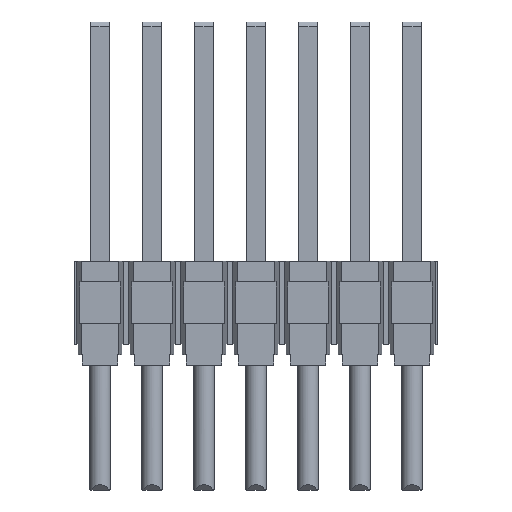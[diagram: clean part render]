
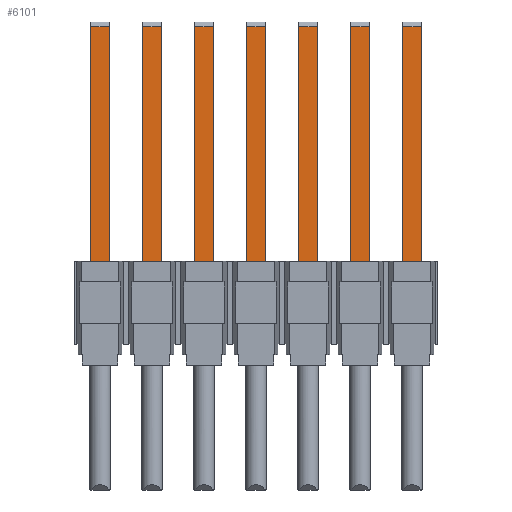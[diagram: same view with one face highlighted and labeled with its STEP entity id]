
A CAD part, top view. The second image highlights one B-rep face of the part: STEP entity #6101.
In plain terms, the highlighted planar face has unit normal (0, 0, 1).
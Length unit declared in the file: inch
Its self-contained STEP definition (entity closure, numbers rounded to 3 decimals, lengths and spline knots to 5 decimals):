
#185=ORIENTED_EDGE('',*,*,#1958,.F.);
#186=ORIENTED_EDGE('',*,*,#1939,.T.);
#187=ORIENTED_EDGE('',*,*,#1959,.T.);
#188=ORIENTED_EDGE('',*,*,#1960,.F.);
#189=ORIENTED_EDGE('',*,*,#1961,.F.);
#190=ORIENTED_EDGE('',*,*,#1956,.T.);
#191=ORIENTED_EDGE('',*,*,#1962,.F.);
#192=ORIENTED_EDGE('',*,*,#1963,.F.);
#193=ORIENTED_EDGE('',*,*,#1964,.F.);
#194=ORIENTED_EDGE('',*,*,#1953,.T.);
#195=ORIENTED_EDGE('',*,*,#1965,.F.);
#196=ORIENTED_EDGE('',*,*,#1966,.F.);
#197=ORIENTED_EDGE('',*,*,#1967,.F.);
#198=ORIENTED_EDGE('',*,*,#1950,.T.);
#199=ORIENTED_EDGE('',*,*,#1968,.F.);
#200=ORIENTED_EDGE('',*,*,#1969,.F.);
#201=ORIENTED_EDGE('',*,*,#1970,.F.);
#202=ORIENTED_EDGE('',*,*,#1947,.T.);
#203=ORIENTED_EDGE('',*,*,#1971,.F.);
#204=ORIENTED_EDGE('',*,*,#1972,.F.);
#205=ORIENTED_EDGE('',*,*,#1973,.F.);
#206=ORIENTED_EDGE('',*,*,#1944,.T.);
#207=ORIENTED_EDGE('',*,*,#1974,.F.);
#208=ORIENTED_EDGE('',*,*,#1975,.F.);
#209=ORIENTED_EDGE('',*,*,#1976,.F.);
#210=ORIENTED_EDGE('',*,*,#1941,.T.);
#211=ORIENTED_EDGE('',*,*,#1977,.F.);
#212=ORIENTED_EDGE('',*,*,#1978,.F.);
#1939=EDGE_CURVE('',#2820,#2821,#3435,.T.);
#1941=EDGE_CURVE('',#2823,#2822,#3437,.T.);
#1944=EDGE_CURVE('',#2825,#2824,#3440,.T.);
#1947=EDGE_CURVE('',#2827,#2826,#3443,.T.);
#1950=EDGE_CURVE('',#2829,#2828,#3446,.T.);
#1953=EDGE_CURVE('',#2831,#2830,#3449,.T.);
#1956=EDGE_CURVE('',#2833,#2832,#3452,.T.);
#1958=EDGE_CURVE('',#2820,#2834,#3454,.T.);
#1959=EDGE_CURVE('',#2821,#2835,#3455,.T.);
#1960=EDGE_CURVE('',#2836,#2835,#3456,.T.);
#1961=EDGE_CURVE('',#2833,#2836,#3457,.T.);
#1962=EDGE_CURVE('',#2837,#2832,#3458,.T.);
#1963=EDGE_CURVE('',#2838,#2837,#3459,.T.);
#1964=EDGE_CURVE('',#2831,#2838,#3460,.T.);
#1965=EDGE_CURVE('',#2839,#2830,#3461,.T.);
#1966=EDGE_CURVE('',#2840,#2839,#3462,.T.);
#1967=EDGE_CURVE('',#2829,#2840,#3463,.T.);
#1968=EDGE_CURVE('',#2841,#2828,#3464,.T.);
#1969=EDGE_CURVE('',#2842,#2841,#3465,.T.);
#1970=EDGE_CURVE('',#2827,#2842,#3466,.T.);
#1971=EDGE_CURVE('',#2843,#2826,#3467,.T.);
#1972=EDGE_CURVE('',#2844,#2843,#3468,.T.);
#1973=EDGE_CURVE('',#2825,#2844,#3469,.T.);
#1974=EDGE_CURVE('',#2845,#2824,#3470,.T.);
#1975=EDGE_CURVE('',#2846,#2845,#3471,.T.);
#1976=EDGE_CURVE('',#2823,#2846,#3472,.T.);
#1977=EDGE_CURVE('',#2847,#2822,#3473,.T.);
#1978=EDGE_CURVE('',#2834,#2847,#3474,.T.);
#2820=VERTEX_POINT('',#8484);
#2821=VERTEX_POINT('',#8486);
#2822=VERTEX_POINT('',#8490);
#2823=VERTEX_POINT('',#8492);
#2824=VERTEX_POINT('',#8496);
#2825=VERTEX_POINT('',#8498);
#2826=VERTEX_POINT('',#8502);
#2827=VERTEX_POINT('',#8504);
#2828=VERTEX_POINT('',#8508);
#2829=VERTEX_POINT('',#8510);
#2830=VERTEX_POINT('',#8514);
#2831=VERTEX_POINT('',#8516);
#2832=VERTEX_POINT('',#8520);
#2833=VERTEX_POINT('',#8522);
#2834=VERTEX_POINT('',#8526);
#2835=VERTEX_POINT('',#8528);
#2836=VERTEX_POINT('',#8530);
#2837=VERTEX_POINT('',#8533);
#2838=VERTEX_POINT('',#8535);
#2839=VERTEX_POINT('',#8538);
#2840=VERTEX_POINT('',#8540);
#2841=VERTEX_POINT('',#8543);
#2842=VERTEX_POINT('',#8545);
#2843=VERTEX_POINT('',#8548);
#2844=VERTEX_POINT('',#8550);
#2845=VERTEX_POINT('',#8553);
#2846=VERTEX_POINT('',#8555);
#2847=VERTEX_POINT('',#8558);
#3435=LINE('',#8487,#4297);
#3437=LINE('',#8491,#4299);
#3440=LINE('',#8497,#4302);
#3443=LINE('',#8503,#4305);
#3446=LINE('',#8509,#4308);
#3449=LINE('',#8515,#4311);
#3452=LINE('',#8521,#4314);
#3454=LINE('',#8525,#4316);
#3455=LINE('',#8527,#4317);
#3456=LINE('',#8529,#4318);
#3457=LINE('',#8531,#4319);
#3458=LINE('',#8532,#4320);
#3459=LINE('',#8534,#4321);
#3460=LINE('',#8536,#4322);
#3461=LINE('',#8537,#4323);
#3462=LINE('',#8539,#4324);
#3463=LINE('',#8541,#4325);
#3464=LINE('',#8542,#4326);
#3465=LINE('',#8544,#4327);
#3466=LINE('',#8546,#4328);
#3467=LINE('',#8547,#4329);
#3468=LINE('',#8549,#4330);
#3469=LINE('',#8551,#4331);
#3470=LINE('',#8552,#4332);
#3471=LINE('',#8554,#4333);
#3472=LINE('',#8556,#4334);
#3473=LINE('',#8557,#4335);
#3474=LINE('',#8559,#4336);
#4297=VECTOR('',#6878,39.37008);
#4299=VECTOR('',#6882,39.37008);
#4302=VECTOR('',#6887,39.37008);
#4305=VECTOR('',#6892,39.37008);
#4308=VECTOR('',#6897,39.37008);
#4311=VECTOR('',#6902,39.37008);
#4314=VECTOR('',#6907,39.37008);
#4316=VECTOR('',#6911,39.37008);
#4317=VECTOR('',#6912,39.37008);
#4318=VECTOR('',#6913,39.37008);
#4319=VECTOR('',#6914,39.37008);
#4320=VECTOR('',#6915,39.37008);
#4321=VECTOR('',#6916,39.37008);
#4322=VECTOR('',#6917,39.37008);
#4323=VECTOR('',#6918,39.37008);
#4324=VECTOR('',#6919,39.37008);
#4325=VECTOR('',#6920,39.37008);
#4326=VECTOR('',#6921,39.37008);
#4327=VECTOR('',#6922,39.37008);
#4328=VECTOR('',#6923,39.37008);
#4329=VECTOR('',#6924,39.37008);
#4330=VECTOR('',#6925,39.37008);
#4331=VECTOR('',#6926,39.37008);
#4332=VECTOR('',#6927,39.37008);
#4333=VECTOR('',#6928,39.37008);
#4334=VECTOR('',#6929,39.37008);
#4335=VECTOR('',#6930,39.37008);
#4336=VECTOR('',#6931,39.37008);
#5109=EDGE_LOOP('',(#185,#186,#187,#188,#189,#190,#191,#192,#193,#194,#195,
#196,#197,#198,#199,#200,#201,#202,#203,#204,#205,#206,#207,#208,#209,#210,
#211,#212));
#5451=FACE_BOUND('',#5109,.T.);
#5793=PLANE('',#6442);
#6101=ADVANCED_FACE('',(#5451),#5793,.F.);
#6442=AXIS2_PLACEMENT_3D('',#8524,#6909,#6910);
#6878=DIRECTION('',(-1.,0.,0.));
#6882=DIRECTION('',(-1.,0.,0.));
#6887=DIRECTION('',(-1.,0.,0.));
#6892=DIRECTION('',(-1.,0.,0.));
#6897=DIRECTION('',(-1.,0.,0.));
#6902=DIRECTION('',(-1.,0.,0.));
#6907=DIRECTION('',(-1.,0.,0.));
#6909=DIRECTION('',(0.,0.,-1.));
#6910=DIRECTION('',(0.,1.,0.));
#6911=DIRECTION('',(0.,-1.,0.));
#6912=DIRECTION('',(0.,-1.,0.));
#6913=DIRECTION('',(-1.,0.,0.));
#6914=DIRECTION('',(0.,-1.,0.));
#6915=DIRECTION('',(0.,1.,0.));
#6916=DIRECTION('',(1.,0.,0.));
#6917=DIRECTION('',(0.,-1.,0.));
#6918=DIRECTION('',(0.,1.,0.));
#6919=DIRECTION('',(1.,0.,0.));
#6920=DIRECTION('',(0.,-1.,0.));
#6921=DIRECTION('',(0.,1.,0.));
#6922=DIRECTION('',(1.,0.,0.));
#6923=DIRECTION('',(0.,-1.,0.));
#6924=DIRECTION('',(0.,1.,0.));
#6925=DIRECTION('',(1.,0.,0.));
#6926=DIRECTION('',(0.,-1.,0.));
#6927=DIRECTION('',(0.,1.,0.));
#6928=DIRECTION('',(1.,0.,0.));
#6929=DIRECTION('',(0.,-1.,0.));
#6930=DIRECTION('',(0.,1.,0.));
#6931=DIRECTION('',(1.,0.,0.));
#8484=CARTESIAN_POINT('',(-0.141,0.3255,0.009));
#8486=CARTESIAN_POINT('',(-0.159,0.3255,0.009));
#8487=CARTESIAN_POINT('',(0.159,0.3255,0.009));
#8490=CARTESIAN_POINT('',(-0.109,0.3255,0.009));
#8491=CARTESIAN_POINT('',(0.159,0.3255,0.009));
#8492=CARTESIAN_POINT('',(-0.091,0.3255,0.009));
#8496=CARTESIAN_POINT('',(-0.059,0.3255,0.009));
#8497=CARTESIAN_POINT('',(0.159,0.3255,0.009));
#8498=CARTESIAN_POINT('',(-0.041,0.3255,0.009));
#8502=CARTESIAN_POINT('',(-0.009,0.3255,0.009));
#8503=CARTESIAN_POINT('',(0.159,0.3255,0.009));
#8504=CARTESIAN_POINT('',(0.009,0.3255,0.009));
#8508=CARTESIAN_POINT('',(0.041,0.3255,0.009));
#8509=CARTESIAN_POINT('',(0.159,0.3255,0.009));
#8510=CARTESIAN_POINT('',(0.059,0.3255,0.009));
#8514=CARTESIAN_POINT('',(0.091,0.3255,0.009));
#8515=CARTESIAN_POINT('',(0.159,0.3255,0.009));
#8516=CARTESIAN_POINT('',(0.109,0.3255,0.009));
#8520=CARTESIAN_POINT('',(0.141,0.3255,0.009));
#8521=CARTESIAN_POINT('',(0.159,0.3255,0.009));
#8522=CARTESIAN_POINT('',(0.159,0.3255,0.009));
#8524=CARTESIAN_POINT('',(0.159,0.3255,0.009));
#8525=CARTESIAN_POINT('',(-0.141,0.3255,0.009));
#8526=CARTESIAN_POINT('',(-0.141,0.075,0.009));
#8527=CARTESIAN_POINT('',(-0.159,0.3255,0.009));
#8528=CARTESIAN_POINT('',(-0.159,0.07,0.009));
#8529=CARTESIAN_POINT('',(0.159,0.07,0.009));
#8530=CARTESIAN_POINT('',(0.159,0.07,0.009));
#8531=CARTESIAN_POINT('',(0.159,0.3255,0.009));
#8532=CARTESIAN_POINT('',(0.141,0.3255,0.009));
#8533=CARTESIAN_POINT('',(0.141,0.075,0.009));
#8534=CARTESIAN_POINT('',(0.159,0.075,0.009));
#8535=CARTESIAN_POINT('',(0.109,0.075,0.009));
#8536=CARTESIAN_POINT('',(0.109,0.3255,0.009));
#8537=CARTESIAN_POINT('',(0.091,0.3255,0.009));
#8538=CARTESIAN_POINT('',(0.091,0.075,0.009));
#8539=CARTESIAN_POINT('',(0.159,0.075,0.009));
#8540=CARTESIAN_POINT('',(0.059,0.075,0.009));
#8541=CARTESIAN_POINT('',(0.059,0.3255,0.009));
#8542=CARTESIAN_POINT('',(0.041,0.3255,0.009));
#8543=CARTESIAN_POINT('',(0.041,0.075,0.009));
#8544=CARTESIAN_POINT('',(0.159,0.075,0.009));
#8545=CARTESIAN_POINT('',(0.009,0.075,0.009));
#8546=CARTESIAN_POINT('',(0.009,0.3255,0.009));
#8547=CARTESIAN_POINT('',(-0.009,0.3255,0.009));
#8548=CARTESIAN_POINT('',(-0.009,0.075,0.009));
#8549=CARTESIAN_POINT('',(0.159,0.075,0.009));
#8550=CARTESIAN_POINT('',(-0.041,0.075,0.009));
#8551=CARTESIAN_POINT('',(-0.041,0.3255,0.009));
#8552=CARTESIAN_POINT('',(-0.059,0.3255,0.009));
#8553=CARTESIAN_POINT('',(-0.059,0.075,0.009));
#8554=CARTESIAN_POINT('',(0.159,0.075,0.009));
#8555=CARTESIAN_POINT('',(-0.091,0.075,0.009));
#8556=CARTESIAN_POINT('',(-0.091,0.3255,0.009));
#8557=CARTESIAN_POINT('',(-0.109,0.3255,0.009));
#8558=CARTESIAN_POINT('',(-0.109,0.075,0.009));
#8559=CARTESIAN_POINT('',(0.159,0.075,0.009));
